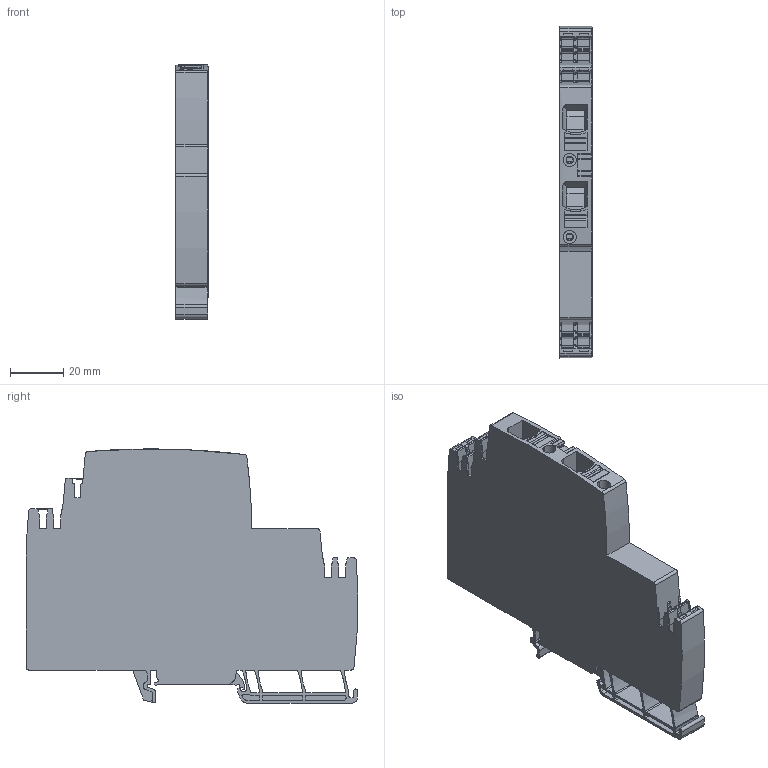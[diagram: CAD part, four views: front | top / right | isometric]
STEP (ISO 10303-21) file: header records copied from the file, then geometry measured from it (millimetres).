
FILE_DESCRIPTION(('CATIA V5 STEP Exchange','CAx-IF Rec.Pracs.--- Model Styling and Organization---1.5--- 2016-08-15','CAx-IF Rec.Pracs.---Supplemental Geometry---1.0---2011-11-01','CAx-IF Rec.Pracs.--- Composite Materials ---1.1---2010-07-15'),'2;1');
FILE_NAME ('8540949_8', '2025-02-21T06:04:45+00:00', ('none'), ('Weidmueller'), 'CATIA Version 5-6 Release 2022 SP4 HF5', 'CATIA V5 STEP AP214 v3', 'none');
FILE_SCHEMA(('AUTOMOTIVE_DESIGN { 1 0 10303 214 1 1 1 1 }'));
Length unit declared in the file: millimetre
Products named in the file (1): S3D_AMG_FIM-0
Bounding box: 12.2 x 125.07 x 95.75 mm (x, y, z)
Volume: 102245.1 mm3; surface area: 30321.2 mm2
Topology: 1 solids, 1 shells, 848 faces, 2782 edges, 1958 vertices
Faces by surface type: plane 437, cylinder 244, extrusion 167
Entity records: 33876 total; most frequent: CARTESIAN_POINT 10347, ORIENTED_EDGE 5564, DIRECTION 3302, EDGE_CURVE 2782, VECTOR 1973, VERTEX_POINT 1958, LINE 1806, AXIS2_PLACEMENT_3D 897
